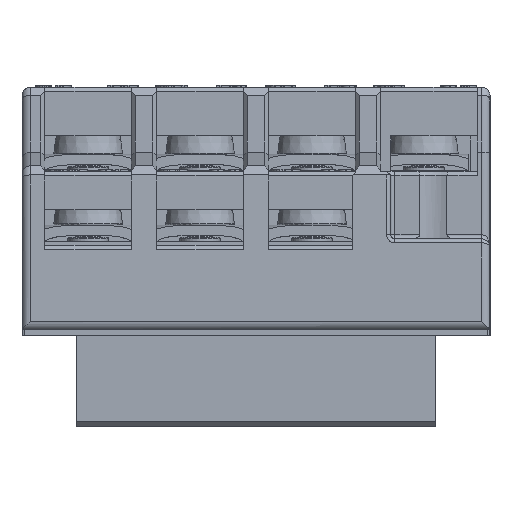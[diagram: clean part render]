
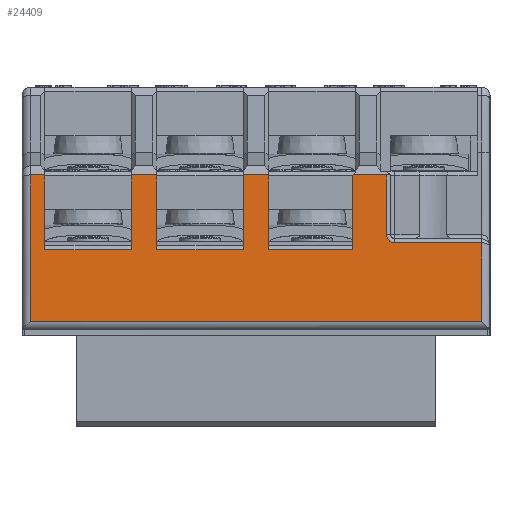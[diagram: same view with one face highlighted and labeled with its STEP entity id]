
A CAD part, left-side view. The second image highlights one B-rep face of the part: STEP entity #24409.
In plain terms, the highlighted planar face has unit normal (-1, 0, 0.031).
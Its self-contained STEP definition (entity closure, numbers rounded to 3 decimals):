
#24239=CARTESIAN_POINT('',(-47.712,-57.141,1.499));
#24240=DIRECTION('',(-1.,0.0,0.031));
#24241=DIRECTION('',(0.031,0.0,1.));
#24242=AXIS2_PLACEMENT_3D('',#24239,#24240,#24241);
#24243=PLANE('',#24242);
#24244=CARTESIAN_POINT('',(-48.199,12.3,-14.013));
#24245=VERTEX_POINT('',#24244);
#24246=CARTESIAN_POINT('',(-48.199,20.85,-14.013));
#24247=VERTEX_POINT('',#24246);
#24248=CARTESIAN_POINT('',(-48.199,12.3,-14.013));
#24249=DIRECTION('',(0.0,1.0,0.0));
#24250=VECTOR('',#24249,8.55);
#24251=LINE('',#24248,#24250);
#24252=EDGE_CURVE('',#24245,#24247,#24251,.T.);
#24253=ORIENTED_EDGE('',*,*,#24252,.T.);
#24254=CARTESIAN_POINT('',(-47.968,20.85,-6.65));
#24255=VERTEX_POINT('',#24254);
#24256=CARTESIAN_POINT('',(-48.199,20.85,-14.013));
#24257=DIRECTION('',(0.031,0.0,1.));
#24258=VECTOR('',#24257,7.367);
#24259=LINE('',#24256,#24258);
#24260=EDGE_CURVE('',#24247,#24255,#24259,.T.);
#24261=ORIENTED_EDGE('',*,*,#24260,.T.);
#24262=CARTESIAN_POINT('',(-47.968,22.3,-6.65));
#24263=VERTEX_POINT('',#24262);
#24264=CARTESIAN_POINT('',(-47.968,20.85,-6.65));
#24265=DIRECTION('',(0.0,1.0,0.0));
#24266=VECTOR('',#24265,1.45);
#24267=LINE('',#24264,#24266);
#24268=EDGE_CURVE('',#24255,#24263,#24267,.T.);
#24269=ORIENTED_EDGE('',*,*,#24268,.T.);
#24270=CARTESIAN_POINT('',(-48.423,22.3,-21.13));
#24271=VERTEX_POINT('',#24270);
#24272=CARTESIAN_POINT('',(-47.968,22.3,-6.65));
#24273=DIRECTION('',(-0.031,0.0,-1.));
#24274=VECTOR('',#24273,14.488);
#24275=LINE('',#24272,#24274);
#24276=EDGE_CURVE('',#24263,#24271,#24275,.T.);
#24277=ORIENTED_EDGE('',*,*,#24276,.T.);
#24278=CARTESIAN_POINT('',(-48.423,-22.3,-21.13));
#24279=VERTEX_POINT('',#24278);
#24280=CARTESIAN_POINT('',(-48.423,-22.3,-21.13));
#24281=DIRECTION('',(0.0,1.0,0.0));
#24282=VECTOR('',#24281,44.6);
#24283=LINE('',#24280,#24282);
#24284=EDGE_CURVE('',#24279,#24271,#24283,.T.);
#24285=ORIENTED_EDGE('',*,*,#24284,.F.);
#24286=CARTESIAN_POINT('',(-48.178,-22.3,-13.352));
#24287=VERTEX_POINT('',#24286);
#24288=CARTESIAN_POINT('',(-48.423,-22.3,-21.13));
#24289=DIRECTION('',(0.031,0.0,1.));
#24290=VECTOR('',#24289,7.782);
#24291=LINE('',#24288,#24290);
#24292=EDGE_CURVE('',#24279,#24287,#24291,.T.);
#24293=ORIENTED_EDGE('',*,*,#24292,.T.);
#24294=CARTESIAN_POINT('',(-48.178,-13.7,-13.352));
#24295=VERTEX_POINT('',#24294);
#24296=CARTESIAN_POINT('',(-48.178,-22.3,-13.352));
#24297=DIRECTION('',(0.0,1.0,0.0));
#24298=VECTOR('',#24297,8.6);
#24299=LINE('',#24296,#24298);
#24300=EDGE_CURVE('',#24287,#24295,#24299,.T.);
#24301=ORIENTED_EDGE('',*,*,#24300,.T.);
#24302=CARTESIAN_POINT('',(-48.153,-12.9,-12.552));
#24303=VERTEX_POINT('',#24302);
#24304=CARTESIAN_POINT('',(-48.153,-12.9,-12.552));
#24305=CARTESIAN_POINT('',(-48.16,-12.9,-12.762));
#24306=CARTESIAN_POINT('',(-48.166,-12.986,-12.969));
#24307=CARTESIAN_POINT('',(-48.175,-13.282,-13.266));
#24308=CARTESIAN_POINT('',(-48.178,-13.49,-13.352));
#24309=CARTESIAN_POINT('',(-48.178,-13.7,-13.352));
#24310=B_SPLINE_CURVE_WITH_KNOTS('',3,(#24304,#24305,#24306,#24307,#24308,#24309),.UNSPECIFIED.,.F.,.U.,(4,2,4),(4.712,5.498,6.283),.UNSPECIFIED.);
#24311=EDGE_CURVE('',#24303,#24295,#24310,.T.);
#24312=ORIENTED_EDGE('',*,*,#24311,.F.);
#24313=CARTESIAN_POINT('',(-47.968,-12.9,-6.65));
#24314=VERTEX_POINT('',#24313);
#24315=CARTESIAN_POINT('',(-48.153,-12.9,-12.552));
#24316=DIRECTION('',(0.031,0.0,1.));
#24317=VECTOR('',#24316,5.905);
#24318=LINE('',#24315,#24317);
#24319=EDGE_CURVE('',#24303,#24314,#24318,.T.);
#24320=ORIENTED_EDGE('',*,*,#24319,.T.);
#24321=CARTESIAN_POINT('',(-47.968,-9.594,-6.65));
#24322=VERTEX_POINT('',#24321);
#24323=CARTESIAN_POINT('',(-47.968,-12.9,-6.65));
#24324=DIRECTION('',(0.0,1.0,0.0));
#24325=VECTOR('',#24324,3.306);
#24326=LINE('',#24323,#24325);
#24327=EDGE_CURVE('',#24314,#24322,#24326,.T.);
#24328=ORIENTED_EDGE('',*,*,#24327,.T.);
#24329=CARTESIAN_POINT('',(-47.969,-9.544,-6.7));
#24330=VERTEX_POINT('',#24329);
#24331=CARTESIAN_POINT('',(-47.968,-9.594,-6.65));
#24332=DIRECTION('',(-0.022,0.707,-0.707));
#24333=VECTOR('',#24332,0.071);
#24334=LINE('',#24331,#24333);
#24335=EDGE_CURVE('',#24322,#24330,#24334,.T.);
#24336=ORIENTED_EDGE('',*,*,#24335,.T.);
#24337=CARTESIAN_POINT('',(-48.199,-9.544,-14.013));
#24338=VERTEX_POINT('',#24337);
#24339=CARTESIAN_POINT('',(-47.969,-9.544,-6.7));
#24340=DIRECTION('',(-0.031,0.0,-1.));
#24341=VECTOR('',#24340,7.317);
#24342=LINE('',#24339,#24341);
#24343=EDGE_CURVE('',#24330,#24338,#24342,.T.);
#24344=ORIENTED_EDGE('',*,*,#24343,.T.);
#24345=CARTESIAN_POINT('',(-48.199,-1.25,-14.013));
#24346=VERTEX_POINT('',#24345);
#24347=CARTESIAN_POINT('',(-48.199,-9.544,-14.013));
#24348=DIRECTION('',(0.0,1.0,0.0));
#24349=VECTOR('',#24348,8.294);
#24350=LINE('',#24347,#24349);
#24351=EDGE_CURVE('',#24338,#24346,#24350,.T.);
#24352=ORIENTED_EDGE('',*,*,#24351,.T.);
#24353=CARTESIAN_POINT('',(-47.968,-1.25,-6.65));
#24354=VERTEX_POINT('',#24353);
#24355=CARTESIAN_POINT('',(-48.199,-1.25,-14.013));
#24356=DIRECTION('',(0.031,0.,1.));
#24357=VECTOR('',#24356,7.367);
#24358=LINE('',#24355,#24357);
#24359=EDGE_CURVE('',#24346,#24354,#24358,.T.);
#24360=ORIENTED_EDGE('',*,*,#24359,.T.);
#24361=CARTESIAN_POINT('',(-47.968,1.25,-6.65));
#24362=VERTEX_POINT('',#24361);
#24363=CARTESIAN_POINT('',(-47.968,-1.25,-6.65));
#24364=DIRECTION('',(0.0,1.0,0.0));
#24365=VECTOR('',#24364,2.5);
#24366=LINE('',#24363,#24365);
#24367=EDGE_CURVE('',#24354,#24362,#24366,.T.);
#24368=ORIENTED_EDGE('',*,*,#24367,.T.);
#24369=CARTESIAN_POINT('',(-48.199,1.25,-14.013));
#24370=VERTEX_POINT('',#24369);
#24371=CARTESIAN_POINT('',(-47.968,1.25,-6.65));
#24372=DIRECTION('',(-0.031,0.0,-1.));
#24373=VECTOR('',#24372,7.367);
#24374=LINE('',#24371,#24373);
#24375=EDGE_CURVE('',#24362,#24370,#24374,.T.);
#24376=ORIENTED_EDGE('',*,*,#24375,.T.);
#24377=CARTESIAN_POINT('',(-48.199,9.8,-14.013));
#24378=VERTEX_POINT('',#24377);
#24379=CARTESIAN_POINT('',(-48.199,1.25,-14.013));
#24380=DIRECTION('',(0.0,1.0,0.0));
#24381=VECTOR('',#24380,8.55);
#24382=LINE('',#24379,#24381);
#24383=EDGE_CURVE('',#24370,#24378,#24382,.T.);
#24384=ORIENTED_EDGE('',*,*,#24383,.T.);
#24385=CARTESIAN_POINT('',(-47.968,9.8,-6.65));
#24386=VERTEX_POINT('',#24385);
#24387=CARTESIAN_POINT('',(-48.199,9.8,-14.013));
#24388=DIRECTION('',(0.031,0.,1.));
#24389=VECTOR('',#24388,7.367);
#24390=LINE('',#24387,#24389);
#24391=EDGE_CURVE('',#24378,#24386,#24390,.T.);
#24392=ORIENTED_EDGE('',*,*,#24391,.T.);
#24393=CARTESIAN_POINT('',(-47.968,12.3,-6.65));
#24394=VERTEX_POINT('',#24393);
#24395=CARTESIAN_POINT('',(-47.968,9.8,-6.65));
#24396=DIRECTION('',(0.0,1.0,0.0));
#24397=VECTOR('',#24396,2.5);
#24398=LINE('',#24395,#24397);
#24399=EDGE_CURVE('',#24386,#24394,#24398,.T.);
#24400=ORIENTED_EDGE('',*,*,#24399,.T.);
#24401=CARTESIAN_POINT('',(-47.968,12.3,-6.65));
#24402=DIRECTION('',(-0.031,0.0,-1.));
#24403=VECTOR('',#24402,7.367);
#24404=LINE('',#24401,#24403);
#24405=EDGE_CURVE('',#24394,#24245,#24404,.T.);
#24406=ORIENTED_EDGE('',*,*,#24405,.T.);
#24407=EDGE_LOOP('',(#24253,#24261,#24269,#24277,#24285,#24293,#24301,#24312,#24320,#24328,#24336,#24344,#24352,#24360,#24368,#24376,#24384,#24392,#24400,#24406));
#24408=FACE_OUTER_BOUND('',#24407,.T.);
#24409=ADVANCED_FACE('',(#24408),#24243,.T.);
